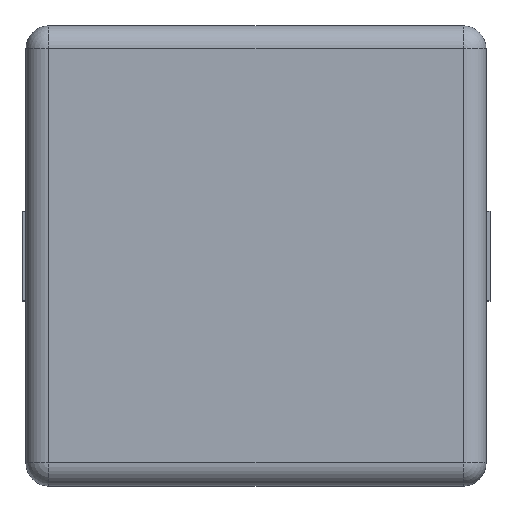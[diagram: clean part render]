
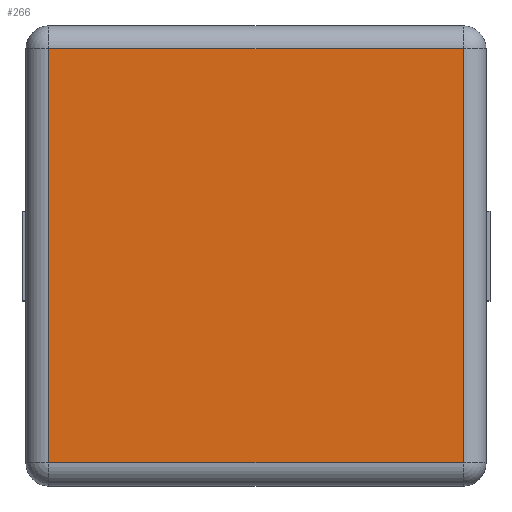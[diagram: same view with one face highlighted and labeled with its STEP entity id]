
A CAD part, top view. The second image highlights one B-rep face of the part: STEP entity #266.
In plain terms, the highlighted planar face has unit normal (0, 0, 1).
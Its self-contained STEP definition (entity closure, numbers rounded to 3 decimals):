
#13=DIRECTION('',(0.,0.,1.));
#27=VECTOR('',#28,1.);
#28=DIRECTION('',(-0.,-1.,-0.));
#41=VECTOR('',#42,1.);
#42=DIRECTION('',(0.,1.,0.));
#70=DIRECTION('',(1.,0.,0.));
#76=VERTEX_POINT('',#77);
#77=CARTESIAN_POINT('',(-5.76,5.76,4.7));
#85=VERTEX_POINT('',#86);
#86=CARTESIAN_POINT('',(-5.76,-5.76,4.7));
#92=EDGE_CURVE('',#76,#85,#93,.T.);
#93=LINE('',#77,#27);
#137=VECTOR('',#70,1.);
#266=ADVANCED_FACE('',(#267),#285,.T.);
#267=FACE_BOUND('',#268,.T.);
#268=EDGE_LOOP('',(#269,#274,#279,#284));
#269=ORIENTED_EDGE('',*,*,#270,.T.);
#270=EDGE_CURVE('',#85,#271,#273,.T.);
#271=VERTEX_POINT('',#272);
#272=CARTESIAN_POINT('',(5.76,-5.76,4.7));
#273=LINE('',#86,#137);
#274=ORIENTED_EDGE('',*,*,#275,.T.);
#275=EDGE_CURVE('',#271,#276,#278,.T.);
#276=VERTEX_POINT('',#277);
#277=CARTESIAN_POINT('',(5.76,5.76,4.7));
#278=LINE('',#272,#41);
#279=ORIENTED_EDGE('',*,*,#280,.T.);
#280=EDGE_CURVE('',#276,#76,#281,.T.);
#281=LINE('',#277,#282);
#282=VECTOR('',#283,1.);
#283=DIRECTION('',(-1.,-0.,-0.));
#284=ORIENTED_EDGE('',*,*,#92,.T.);
#285=PLANE('',#286);
#286=AXIS2_PLACEMENT_3D('',#287,#13,#70);
#287=CARTESIAN_POINT('',(-6.4,-6.4,4.7));
